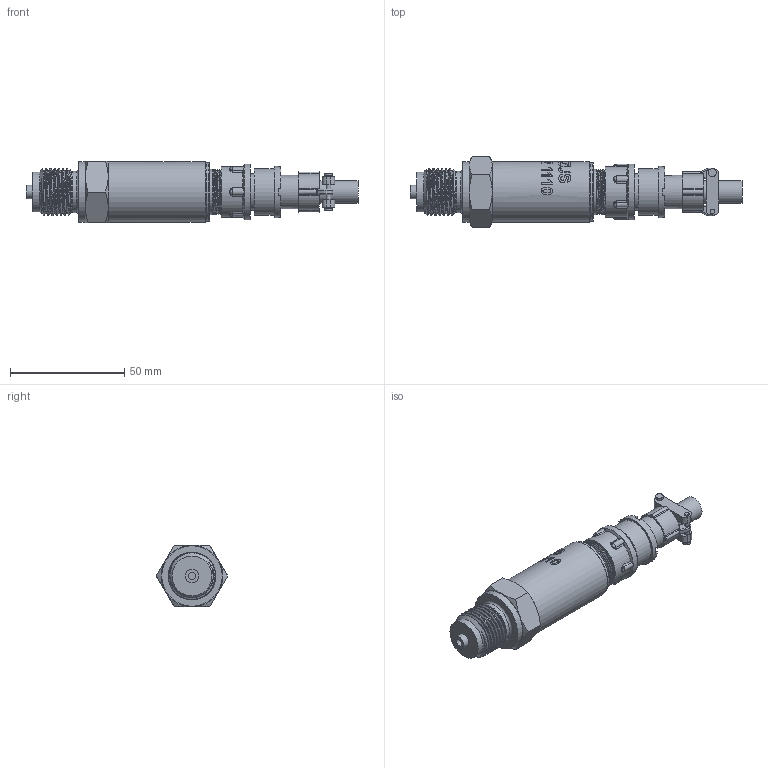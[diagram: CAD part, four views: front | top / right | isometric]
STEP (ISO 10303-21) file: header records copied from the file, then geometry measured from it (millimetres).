
FILE_DESCRIPTION(/* description */ (''),/* implementation_level */ '2;1');
FILE_NAME(/* name */ 'APZ1110_sqqqqqqq_2RMDT.step',/* time_stamp */ '2021-08-03T13:54:27+03:00',/* author */ (''),/* organization */ (''),/* preprocessor_version */ 'ST-DEVELOPER v18.1',/* originating_system */ 'Autodesk Translation Framework v10.9.0.1377',/* authorisation */ '');
FILE_SCHEMA (('AUTOMOTIVE_DESIGN { 1 0 10303 214 3 1 1 }'));
Products named in the file (5): АПЗ 1110 - filled; СТ063.000.083 (стакан 
с вальцем) v2; RMDT male v5; RMDT female v7; G1/2 EN
Assembly tree (4 placements, depth 2):
  АПЗ 1110 - filled
    СТ063.000.083 (стакан 
с вальцем) v2
    RMDT male v5
    RMDT female v7
    G1/2 EN
Bounding box: 145.42 x 31.18 x 27 mm (x, y, z)
Volume: 53876 mm3; surface area: 19120.5 mm2
Topology: 3 solids, 3 shells, 717 faces, 1856 edges, 1213 vertices
Faces by surface type: bspline 335, plane 185, cylinder 154, cone 24, torus 15, sphere 4
Full cylindrical faces by diameter (mm): 1 x4, 2 x20, 3.3 x1, 3.5 x2, 6 x1, 9 x1, 10 x1, 11 x1, 13 x1, 14.5 x1, 15 x1, 15.8 x1, 16 x2, 16.741 x2, 17.5 x1, 17.884 x2, 18 x2, 18.631 x7, 18.741 x8, 19.8 x1, 19.884 x9, 20 x1, 20.5 x1, 22.3 x1, 22.5 x2, 24.5 x3, 25.5 x1, 26.5 x1
Entity records: 37462 total; most frequent: CARTESIAN_POINT 22059, ORIENTED_EDGE 3704, DIRECTION 2163, EDGE_CURVE 1852, VERTEX_POINT 1213, EDGE_LOOP 797, B_SPLINE_CURVE_WITH_KNOTS 781, AXIS2_PLACEMENT_3D 725
